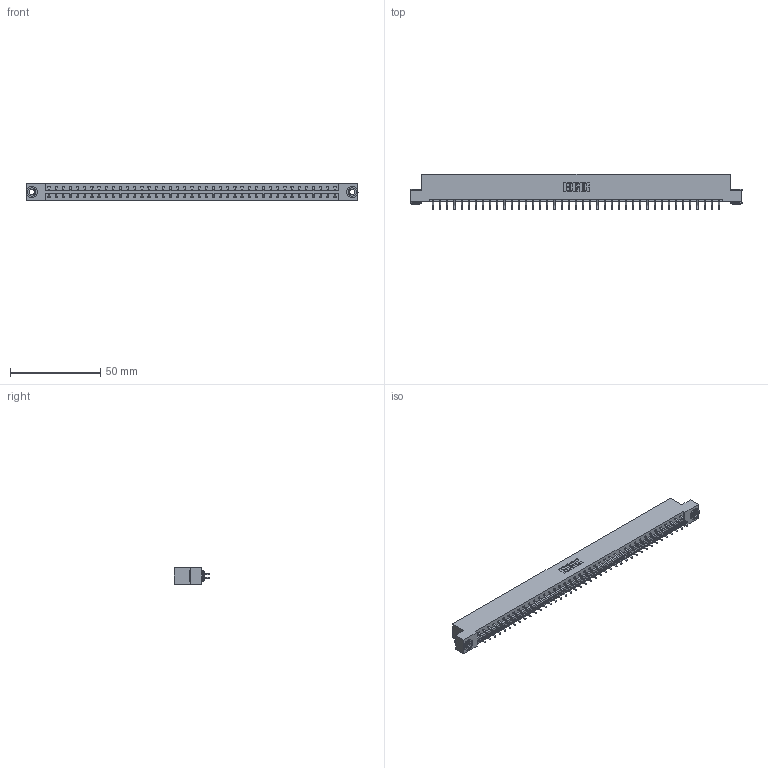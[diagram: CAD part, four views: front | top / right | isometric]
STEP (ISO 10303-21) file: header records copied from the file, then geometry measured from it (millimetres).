
FILE_DESCRIPTION (( 'STEP AP203' ), '1' );
FILE_NAME ('833-082-556-203.STEP', '2020-06-06T00:11:01', ( '' ), ( '' ), 'SwSTEP 2.0', 'SolidWorks 2020', '' );
FILE_SCHEMA (( 'CONFIG_CONTROL_DESIGN' ));
Length unit declared in the file: inch
Products named in the file (4): 345-292-001_556 Tail; 833 Part_Flush - .156 Dia - TH; 833-082-556-203; 345-250-002_345-250-002-102
Assembly tree (85 placements, depth 2):
  833-082-556-203
    833 Part_Flush - .156 Dia - TH
    345-292-001_556 Tail  x82
    345-250-002_345-250-002-102  x2
Bounding box: 184 x 19.57 x 9.4 mm (x, y, z)
Volume: 18791.9 mm3; surface area: 22346 mm2
Topology: 85 solids, 85 shells, 4908 faces, 14573 edges, 9602 vertices
Faces by surface type: plane 3360, cylinder 1540, cone 8
Entity records: 27376 total; most frequent: CARTESIAN_POINT 4529, ORIENTED_EDGE 4446, DIRECTION 3893, EDGE_CURVE 2223, VECTOR 2063, LINE 2063, VERTEX_POINT 1478, AXIS2_PLACEMENT_3D 915
